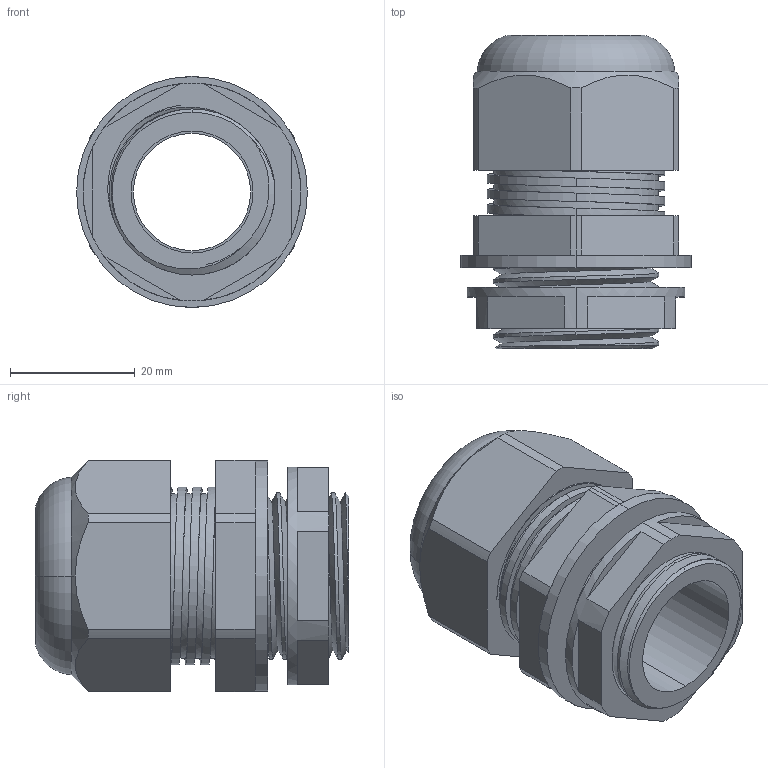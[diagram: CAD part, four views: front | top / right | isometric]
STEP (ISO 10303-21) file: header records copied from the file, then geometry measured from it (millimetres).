
FILE_DESCRIPTION (( 'STEP AP203' ), '1' );
FILE_NAME ('BSPDX-23-W.step', '2016-02-11T13:31:18', ( '' ), ( '' ), 'SwSTEP 2.0', 'SolidWorks 2015', '' );
FILE_SCHEMA (( 'CONFIG_CONTROL_DESIGN' ));
Length unit declared in the file: inch
Products named in the file (1): BSPDX-23-W
Bounding box: 37.08 x 50.3 x 37.18 mm (x, y, z)
Volume: 24318.3 mm3; surface area: 22601.1 mm2
Topology: 5 solids, 5 shells, 224 faces, 622 edges, 409 vertices
Faces by surface type: plane 126, cylinder 74, bspline 11, cone 7, torus 6
Entity records: 11691 total; most frequent: CARTESIAN_POINT 6080, ORIENTED_EDGE 1244, DIRECTION 1107, EDGE_CURVE 622, VERTEX_POINT 409, AXIS2_PLACEMENT_3D 400, LINE 307, VECTOR 307
